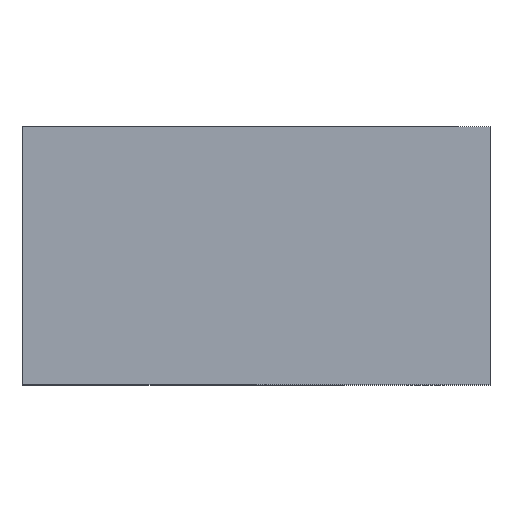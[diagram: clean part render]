
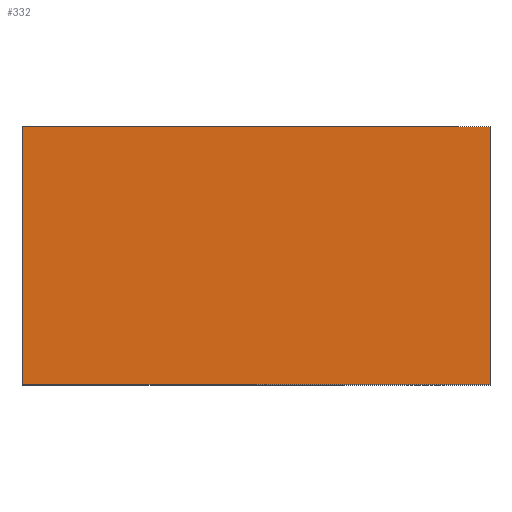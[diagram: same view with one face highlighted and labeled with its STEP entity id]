
A CAD part, top view. The second image highlights one B-rep face of the part: STEP entity #332.
In plain terms, the highlighted planar face has unit normal (0, 0, 1).
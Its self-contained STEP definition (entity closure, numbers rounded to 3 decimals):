
#22 = VERTEX_POINT('',#23);
#23 = CARTESIAN_POINT('',(-14.5,0.,13.841));
#31 = EDGE_CURVE('',#22,#32,#34,.T.);
#32 = VERTEX_POINT('',#33);
#33 = CARTESIAN_POINT('',(-14.5,-16.,13.841));
#34 = LINE('',#35,#36);
#35 = CARTESIAN_POINT('',(-14.5,0.,13.841));
#36 = VECTOR('',#37,1.);
#37 = DIRECTION('',(0.,-1.,0.));
#91 = EDGE_CURVE('',#92,#22,#94,.T.);
#92 = VERTEX_POINT('',#93);
#93 = CARTESIAN_POINT('',(14.5,0.,13.841));
#94 = LINE('',#95,#96);
#95 = CARTESIAN_POINT('',(14.5,0.,13.841));
#96 = VECTOR('',#97,1.);
#97 = DIRECTION('',(-1.,0.,0.));
#235 = EDGE_CURVE('',#236,#32,#238,.T.);
#236 = VERTEX_POINT('',#237);
#237 = CARTESIAN_POINT('',(14.5,-16.,13.841));
#238 = LINE('',#239,#240);
#239 = CARTESIAN_POINT('',(14.5,-16.,13.841));
#240 = VECTOR('',#241,1.);
#241 = DIRECTION('',(-1.,0.,0.));
#332 = ADVANCED_FACE('',(#333),#344,.F.);
#333 = FACE_BOUND('',#334,.F.);
#334 = EDGE_LOOP('',(#335,#341,#342,#343));
#335 = ORIENTED_EDGE('',*,*,#336,.T.);
#336 = EDGE_CURVE('',#92,#236,#337,.T.);
#337 = LINE('',#338,#339);
#338 = CARTESIAN_POINT('',(14.5,0.,13.841));
#339 = VECTOR('',#340,1.);
#340 = DIRECTION('',(0.,-1.,0.));
#341 = ORIENTED_EDGE('',*,*,#235,.T.);
#342 = ORIENTED_EDGE('',*,*,#31,.F.);
#343 = ORIENTED_EDGE('',*,*,#91,.F.);
#344 = PLANE('',#345);
#345 = AXIS2_PLACEMENT_3D('',#346,#347,#348);
#346 = CARTESIAN_POINT('',(14.5,0.,13.841));
#347 = DIRECTION('',(0.,0.,-1.));
#348 = DIRECTION('',(-1.,0.,0.));
